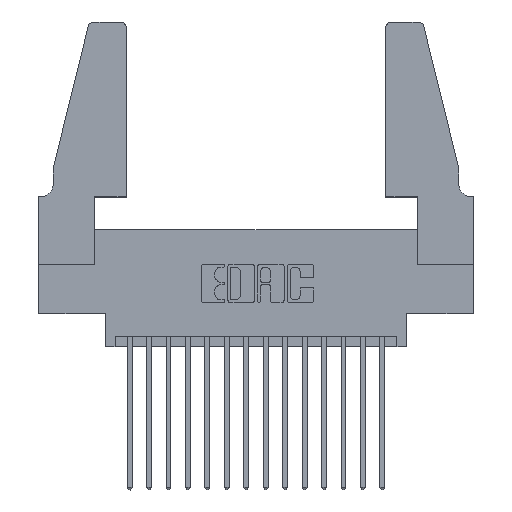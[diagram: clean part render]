
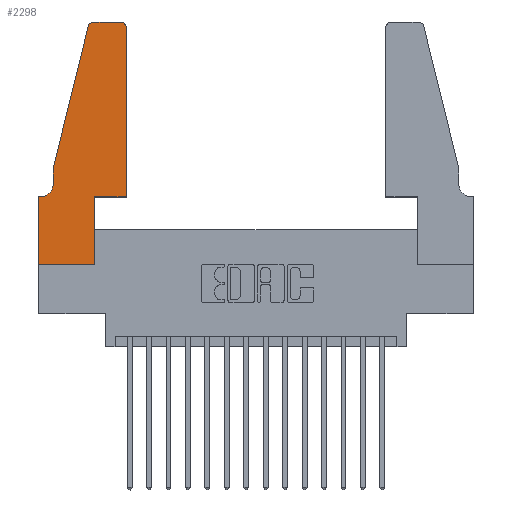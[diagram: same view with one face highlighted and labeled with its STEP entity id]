
A CAD part, top view. The second image highlights one B-rep face of the part: STEP entity #2298.
In plain terms, the highlighted planar face has unit normal (0, 0, 1).
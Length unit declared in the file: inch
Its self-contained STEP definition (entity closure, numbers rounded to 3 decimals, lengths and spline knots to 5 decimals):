
#63 = CARTESIAN_POINT ( 'NONE',  ( 0., 0., 0.37 ) ) ;
#162 = VECTOR ( 'NONE', #9644, 39.37008 ) ;
#167 = ORIENTED_EDGE ( 'NONE', *, *, #10720, .T. ) ;
#474 = EDGE_CURVE ( 'NONE', #10578, #5352, #16477, .T. ) ;
#533 = CARTESIAN_POINT ( 'NONE',  ( 0.0755, 0.5, 0.37 ) ) ;
#534 = CARTESIAN_POINT ( 'NONE',  ( 0.4205, 1.22, 0.37 ) ) ;
#746 = ORIENTED_EDGE ( 'NONE', *, *, #12230, .T. ) ;
#855 = CARTESIAN_POINT ( 'NONE',  ( 0.4505, 1.22, 0.37 ) ) ;
#1094 = DIRECTION ( 'NONE',  ( 1., 0., 0. ) ) ;
#1536 = LINE ( 'NONE', #4529, #12326 ) ;
#1583 = ORIENTED_EDGE ( 'NONE', *, *, #474, .T. ) ;
#1684 = ORIENTED_EDGE ( 'NONE', *, *, #10931, .T. ) ;
#1782 = LINE ( 'NONE', #10368, #15454 ) ;
#1846 = CARTESIAN_POINT ( 'NONE',  ( 0.4505, 0.35, 0.37 ) ) ;
#2298 = ADVANCED_FACE ( 'NONE', ( #3784 ), #8940, .T. ) ;
#2394 = LINE ( 'NONE', #533, #162 ) ;
#2778 = EDGE_CURVE ( 'NONE', #15698, #13491, #12492, .T. ) ;
#2962 = LINE ( 'NONE', #4844, #12895 ) ;
#3113 = DIRECTION ( 'NONE',  ( 1., 0., 0. ) ) ;
#3215 = CARTESIAN_POINT ( 'NONE',  ( 0.2865, 0., 0.37 ) ) ;
#3474 = EDGE_CURVE ( 'NONE', #4278, #9871, #7317, .T. ) ;
#3609 = CARTESIAN_POINT ( 'NONE',  ( 0.4505, 0.35, 0.37 ) ) ;
#3687 = DIRECTION ( 'NONE',  ( 1., 0., 0. ) ) ;
#3755 = CARTESIAN_POINT ( 'NONE',  ( 0.0755, 0.35, 0.37 ) ) ;
#3784 = FACE_OUTER_BOUND ( 'NONE', #11855, .T. ) ;
#4054 = CARTESIAN_POINT ( 'NONE',  ( 0.2865, 0.35, 0.37 ) ) ;
#4278 = VERTEX_POINT ( 'NONE', #5361 ) ;
#4509 = CARTESIAN_POINT ( 'NONE',  ( 0.25487, 1.22718, 0.37 ) ) ;
#4529 = CARTESIAN_POINT ( 'NONE',  ( 0.2865, 0.35, 0.37 ) ) ;
#4619 = EDGE_CURVE ( 'NONE', #5352, #15042, #2962, .T. ) ;
#4633 = CARTESIAN_POINT ( 'NONE',  ( 0.4205, 1.25, 0.37 ) ) ;
#4844 = CARTESIAN_POINT ( 'NONE',  ( 0., 0., 0.37 ) ) ;
#5352 = VERTEX_POINT ( 'NONE', #63 ) ;
#5361 = CARTESIAN_POINT ( 'NONE',  ( 0.284, 1.25, 0.37 ) ) ;
#5582 = AXIS2_PLACEMENT_3D ( 'NONE', #8879, #10279, #3687 ) ;
#5652 = DIRECTION ( 'NONE',  ( 1., 0., 0. ) ) ;
#5668 = ORIENTED_EDGE ( 'NONE', *, *, #12795, .T. ) ;
#5708 = CARTESIAN_POINT ( 'NONE',  ( 0.0055, 0.35, 0.37 ) ) ;
#5868 = LINE ( 'NONE', #3755, #11251 ) ;
#5937 = DIRECTION ( 'NONE',  ( 0., 0., 1. ) ) ;
#6015 = CARTESIAN_POINT ( 'NONE',  ( 0., 0.35, 0.37 ) ) ;
#6037 = VERTEX_POINT ( 'NONE', #4054 ) ;
#6284 = VECTOR ( 'NONE', #8302, 39.37008 ) ;
#6399 = DIRECTION ( 'NONE',  ( -1., 0., 0. ) ) ;
#6568 = ORIENTED_EDGE ( 'NONE', *, *, #2778, .T. ) ;
#7020 = EDGE_CURVE ( 'NONE', #6037, #12843, #15914, .T. ) ;
#7075 = CARTESIAN_POINT ( 'NONE',  ( 0.0055, 0.42, 0.37 ) ) ;
#7186 = DIRECTION ( 'NONE',  ( 0., 1., 0. ) ) ;
#7317 = CIRCLE ( 'NONE', #5582, 0.03 ) ;
#7339 = AXIS2_PLACEMENT_3D ( 'NONE', #7075, #16422, #8298 ) ;
#7387 = DIRECTION ( 'NONE',  ( 1., 0., 0. ) ) ;
#7509 = EDGE_CURVE ( 'NONE', #15758, #11474, #8014, .T. ) ;
#7918 = VECTOR ( 'NONE', #9174, 39.37008 ) ;
#8014 = CIRCLE ( 'NONE', #12190, 0.03 ) ;
#8040 = ORIENTED_EDGE ( 'NONE', *, *, #7020, .T. ) ;
#8298 = DIRECTION ( 'NONE',  ( -1., 0., 0. ) ) ;
#8302 = DIRECTION ( 'NONE',  ( 0., 1., 0. ) ) ;
#8879 = CARTESIAN_POINT ( 'NONE',  ( 0.284, 1.22, 0.37 ) ) ;
#8940 = PLANE ( 'NONE',  #13019 ) ;
#8999 = CARTESIAN_POINT ( 'NONE',  ( 0.2605, 1.25, 0.37 ) ) ;
#9174 = DIRECTION ( 'NONE',  ( -1., 0., 0. ) ) ;
#9644 = DIRECTION ( 'NONE',  ( -0.239, -0.971, 0. ) ) ;
#9871 = VERTEX_POINT ( 'NONE', #4509 ) ;
#9993 = CARTESIAN_POINT ( 'NONE',  ( 0., 0., 0.37 ) ) ;
#10279 = DIRECTION ( 'NONE',  ( 0., 0., 1. ) ) ;
#10368 = CARTESIAN_POINT ( 'NONE',  ( 0.0755, 0.5, 0.37 ) ) ;
#10578 = VERTEX_POINT ( 'NONE', #6015 ) ;
#10720 = EDGE_CURVE ( 'NONE', #9871, #16042, #2394, .T. ) ;
#10931 = EDGE_CURVE ( 'NONE', #16042, #15698, #1782, .T. ) ;
#11150 = VECTOR ( 'NONE', #5652, 39.37008 ) ;
#11251 = VECTOR ( 'NONE', #6399, 39.37008 ) ;
#11381 = DIRECTION ( 'NONE',  ( 0., -1., 0. ) ) ;
#11455 = DIRECTION ( 'NONE',  ( 0., 0., 1. ) ) ;
#11474 = VERTEX_POINT ( 'NONE', #4633 ) ;
#11595 = CARTESIAN_POINT ( 'NONE',  ( 0.0755, 0.42, 0.37 ) ) ;
#11692 = VECTOR ( 'NONE', #11381, 39.37008 ) ;
#11855 = EDGE_LOOP ( 'NONE', ( #15766, #14639, #167, #1684, #6568, #746, #1583, #16715, #15980, #8040, #5668, #12374 ) ) ;
#12088 = LINE ( 'NONE', #16312, #6284 ) ;
#12190 = AXIS2_PLACEMENT_3D ( 'NONE', #534, #5937, #3113 ) ;
#12199 = EDGE_CURVE ( 'NONE', #11474, #4278, #14786, .T. ) ;
#12230 = EDGE_CURVE ( 'NONE', #13491, #10578, #5868, .T. ) ;
#12326 = VECTOR ( 'NONE', #7186, 39.37008 ) ;
#12374 = ORIENTED_EDGE ( 'NONE', *, *, #7509, .T. ) ;
#12436 = CARTESIAN_POINT ( 'NONE',  ( 0.0755, 0.5, 0.37 ) ) ;
#12492 = CIRCLE ( 'NONE', #7339, 0.07 ) ;
#12795 = EDGE_CURVE ( 'NONE', #12843, #15758, #12088, .T. ) ;
#12843 = VERTEX_POINT ( 'NONE', #3609 ) ;
#12895 = VECTOR ( 'NONE', #7387, 39.37008 ) ;
#12896 = DIRECTION ( 'NONE',  ( 0., -1., 0. ) ) ;
#13019 = AXIS2_PLACEMENT_3D ( 'NONE', #16931, #11455, #1094 ) ;
#13491 = VERTEX_POINT ( 'NONE', #5708 ) ;
#14639 = ORIENTED_EDGE ( 'NONE', *, *, #3474, .T. ) ;
#14786 = LINE ( 'NONE', #8999, #7918 ) ;
#15042 = VERTEX_POINT ( 'NONE', #3215 ) ;
#15454 = VECTOR ( 'NONE', #12896, 39.37008 ) ;
#15698 = VERTEX_POINT ( 'NONE', #11595 ) ;
#15758 = VERTEX_POINT ( 'NONE', #855 ) ;
#15766 = ORIENTED_EDGE ( 'NONE', *, *, #12199, .T. ) ;
#15914 = LINE ( 'NONE', #1846, #11150 ) ;
#15980 = ORIENTED_EDGE ( 'NONE', *, *, #17010, .T. ) ;
#16042 = VERTEX_POINT ( 'NONE', #12436 ) ;
#16312 = CARTESIAN_POINT ( 'NONE',  ( 0.4505, 0.35, 0.37 ) ) ;
#16422 = DIRECTION ( 'NONE',  ( 0., 0., -1. ) ) ;
#16477 = LINE ( 'NONE', #9993, #11692 ) ;
#16715 = ORIENTED_EDGE ( 'NONE', *, *, #4619, .T. ) ;
#16931 = CARTESIAN_POINT ( 'NONE',  ( 0., 0.35, 0.37 ) ) ;
#17010 = EDGE_CURVE ( 'NONE', #15042, #6037, #1536, .T. ) ;
